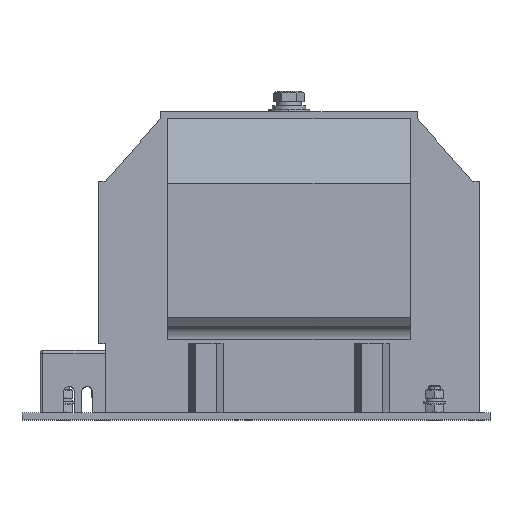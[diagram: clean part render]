
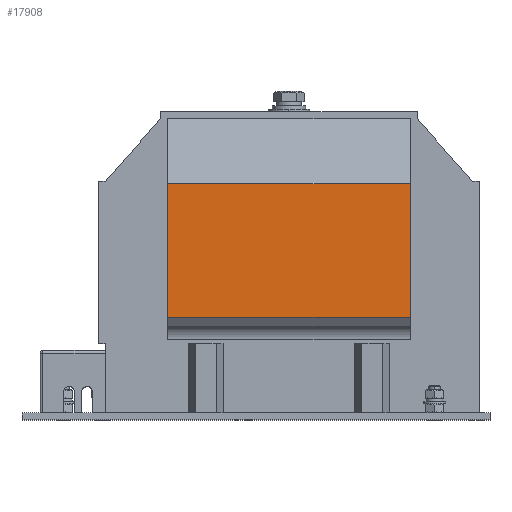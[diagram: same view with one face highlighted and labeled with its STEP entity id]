
A CAD part, top view. The second image highlights one B-rep face of the part: STEP entity #17908.
In plain terms, the highlighted planar face has unit normal (0, 0, 1).
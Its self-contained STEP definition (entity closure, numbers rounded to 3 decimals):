
#697 = ORIENTED_EDGE ( 'NONE', *, *, #26409, .T. ) ;
#700 = VECTOR ( 'NONE', #35595, 1000. ) ;
#2516 = DIRECTION ( 'NONE',  ( -1., 0., 0. ) ) ;
#3034 = EDGE_CURVE ( 'NONE', #42261, #29564, #9555, .T. ) ;
#4376 = AXIS2_PLACEMENT_3D ( 'NONE', #18854, #31796, #2516 ) ;
#4723 = DIRECTION ( 'NONE',  ( 0., 1., 0. ) ) ;
#6170 = DIRECTION ( 'NONE',  ( -1., 0., 0. ) ) ;
#7035 = LINE ( 'NONE', #20136, #41606 ) ;
#7399 = ORIENTED_EDGE ( 'NONE', *, *, #3034, .T. ) ;
#8191 = VECTOR ( 'NONE', #6170, 1000. ) ;
#9555 = LINE ( 'NONE', #22640, #700 ) ;
#11989 = FACE_OUTER_BOUND ( 'NONE', #21813, .T. ) ;
#14429 = EDGE_CURVE ( 'NONE', #42261, #35967, #21041, .T. ) ;
#14464 = VECTOR ( 'NONE', #4723, 1000. ) ;
#15699 = CARTESIAN_POINT ( 'NONE',  ( 172.576, 236.809, 418.429 ) ) ;
#16890 = CARTESIAN_POINT ( 'NONE',  ( 172.576, 140.809, 418.429 ) ) ;
#17908 = ADVANCED_FACE ( 'NONE', ( #11989 ), #25027, .F. ) ;
#18854 = CARTESIAN_POINT ( 'NONE',  ( 230.076, 71.809, 418.429 ) ) ;
#20136 = CARTESIAN_POINT ( 'NONE',  ( 172.576, 71.809, 418.429 ) ) ;
#21041 = LINE ( 'NONE', #33995, #14464 ) ;
#21813 = EDGE_LOOP ( 'NONE', ( #32119, #7399, #36015, #697 ) ) ;
#22465 = LINE ( 'NONE', #35407, #8191 ) ;
#22640 = CARTESIAN_POINT ( 'NONE',  ( 230.076, 140.809, 418.429 ) ) ;
#25027 = PLANE ( 'NONE',  #4376 ) ;
#26409 = EDGE_CURVE ( 'NONE', #37796, #35967, #22465, .T. ) ;
#29564 = VERTEX_POINT ( 'NONE', #16890 ) ;
#31796 = DIRECTION ( 'NONE',  ( 0., 0., -1. ) ) ;
#32119 = ORIENTED_EDGE ( 'NONE', *, *, #14429, .F. ) ;
#33110 = DIRECTION ( 'NONE',  ( 0., 1., 0. ) ) ;
#33995 = CARTESIAN_POINT ( 'NONE',  ( -2.424, 71.809, 418.429 ) ) ;
#34189 = EDGE_CURVE ( 'NONE', #29564, #37796, #7035, .T. ) ;
#35407 = CARTESIAN_POINT ( 'NONE',  ( 230.076, 236.809, 418.429 ) ) ;
#35595 = DIRECTION ( 'NONE',  ( 1., 0., 0. ) ) ;
#35967 = VERTEX_POINT ( 'NONE', #41916 ) ;
#36015 = ORIENTED_EDGE ( 'NONE', *, *, #34189, .T. ) ;
#37796 = VERTEX_POINT ( 'NONE', #15699 ) ;
#40538 = CARTESIAN_POINT ( 'NONE',  ( -2.424, 140.809, 418.429 ) ) ;
#41606 = VECTOR ( 'NONE', #33110, 1000. ) ;
#41916 = CARTESIAN_POINT ( 'NONE',  ( -2.424, 236.809, 418.429 ) ) ;
#42261 = VERTEX_POINT ( 'NONE', #40538 ) ;
